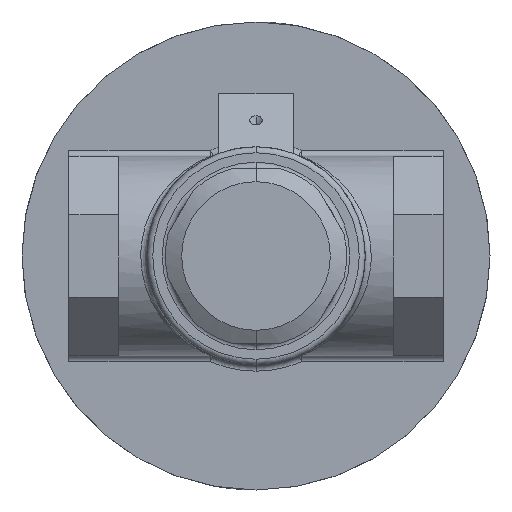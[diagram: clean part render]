
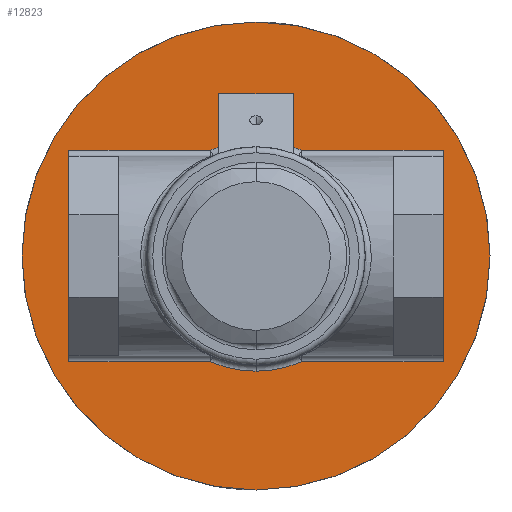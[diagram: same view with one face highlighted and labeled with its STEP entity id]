
A CAD part, front view. The second image highlights one B-rep face of the part: STEP entity #12823.
In plain terms, the highlighted planar face has unit normal (0, -1, 0).
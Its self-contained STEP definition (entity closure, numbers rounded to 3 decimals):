
#196 = CARTESIAN_POINT ( 'NONE',  ( 4.821, 1.47, 0. ) ) ;
#331 = DIRECTION ( 'NONE',  ( 0., 0., -1. ) ) ;
#412 = CARTESIAN_POINT ( 'NONE',  ( 0.911, 1.47, -2.12 ) ) ;
#906 = VERTEX_POINT ( 'NONE', #40996 ) ;
#1109 = CARTESIAN_POINT ( 'NONE',  ( 4.821, 1.47, -2.12 ) ) ;
#2085 = VECTOR ( 'NONE', #5006, 39.37 ) ;
#2137 = AXIS2_PLACEMENT_3D ( 'NONE', #28986, #9474, #32247 ) ;
#2771 = VECTOR ( 'NONE', #10787, 39.37 ) ;
#3138 = VECTOR ( 'NONE', #13948, 39.37 ) ;
#3223 = ORIENTED_EDGE ( 'NONE', *, *, #17081, .F. ) ;
#3443 = LINE ( 'NONE', #18532, #19598 ) ;
#3449 = ORIENTED_EDGE ( 'NONE', *, *, #24528, .F. ) ;
#3622 = CARTESIAN_POINT ( 'NONE',  ( 0., 1.47, 0. ) ) ;
#4219 = DIRECTION ( 'NONE',  ( 0., 0., 1. ) ) ;
#4346 = DIRECTION ( 'NONE',  ( -1., 0., 0. ) ) ;
#4530 = DIRECTION ( 'NONE',  ( 1., 0., 0. ) ) ;
#4709 = AXIS2_PLACEMENT_3D ( 'NONE', #39144, #19637, #331 ) ;
#5006 = DIRECTION ( 'NONE',  ( 0., 0., 1. ) ) ;
#5232 = VERTEX_POINT ( 'NONE', #22065 ) ;
#5524 = EDGE_CURVE ( 'NONE', #12566, #13526, #11728, .T. ) ;
#6084 = DIRECTION ( 'NONE',  ( 1., 0., 0. ) ) ;
#6423 = LINE ( 'NONE', #33637, #22597 ) ;
#6600 = ORIENTED_EDGE ( 'NONE', *, *, #27941, .F. ) ;
#6888 = DIRECTION ( 'NONE',  ( 0., 0., -1. ) ) ;
#6925 = DIRECTION ( 'NONE',  ( 0., -1., 0. ) ) ;
#6972 = DIRECTION ( 'NONE',  ( 0., 0., -1. ) ) ;
#7087 = VERTEX_POINT ( 'NONE', #16523 ) ;
#7117 = EDGE_LOOP ( 'NONE', ( #6600, #24923 ) ) ;
#7744 = CARTESIAN_POINT ( 'NONE',  ( 0.75, 1.47, 2.182 ) ) ;
#8316 = CARTESIAN_POINT ( 'NONE',  ( 0., 1.47, 0. ) ) ;
#8644 = EDGE_LOOP ( 'NONE', ( #11652, #41488, #37526, #3223, #13698, #22876, #12350, #34407, #18380, #11888, #24721, #32224, #3449 ) ) ;
#8930 = CIRCLE ( 'NONE', #2137, 4.688 ) ;
#8978 = DIRECTION ( 'NONE',  ( -1., 0., 0. ) ) ;
#9014 = CARTESIAN_POINT ( 'NONE',  ( -0.911, 1.47, -2.12 ) ) ;
#9178 = EDGE_CURVE ( 'NONE', #25898, #33072, #11355, .T. ) ;
#9385 = VECTOR ( 'NONE', #26680, 39.37 ) ;
#9474 = DIRECTION ( 'NONE',  ( 0., 1., 0. ) ) ;
#9734 = CARTESIAN_POINT ( 'NONE',  ( -0.75, 1.47, 3.248 ) ) ;
#10137 = CIRCLE ( 'NONE', #26621, 2.308 ) ;
#10787 = DIRECTION ( 'NONE',  ( 0., 0., 1. ) ) ;
#10889 = CARTESIAN_POINT ( 'NONE',  ( -0.911, 1.47, 2.12 ) ) ;
#11125 = CARTESIAN_POINT ( 'NONE',  ( 0.75, 1.47, 2.063 ) ) ;
#11355 = LINE ( 'NONE', #11125, #2771 ) ;
#11522 = DIRECTION ( 'NONE',  ( 0., 0., -1. ) ) ;
#11652 = ORIENTED_EDGE ( 'NONE', *, *, #23721, .T. ) ;
#11728 = LINE ( 'NONE', #13528, #3138 ) ;
#11888 = ORIENTED_EDGE ( 'NONE', *, *, #5524, .T. ) ;
#12350 = ORIENTED_EDGE ( 'NONE', *, *, #36558, .T. ) ;
#12435 = CARTESIAN_POINT ( 'NONE',  ( 0.911, 1.47, 2.12 ) ) ;
#12467 = LINE ( 'NONE', #1109, #35412 ) ;
#12566 = VERTEX_POINT ( 'NONE', #22082 ) ;
#12604 = VERTEX_POINT ( 'NONE', #12435 ) ;
#12823 = ADVANCED_FACE ( 'NONE', ( #28093, #37739 ), #23074, .T. ) ;
#13284 = AXIS2_PLACEMENT_3D ( 'NONE', #8316, #31098, #11522 ) ;
#13380 = CARTESIAN_POINT ( 'NONE',  ( 3.75, 1.47, 2.12 ) ) ;
#13526 = VERTEX_POINT ( 'NONE', #9734 ) ;
#13528 = CARTESIAN_POINT ( 'NONE',  ( -0.75, 1.47, 2.063 ) ) ;
#13550 = VERTEX_POINT ( 'NONE', #13380 ) ;
#13682 = LINE ( 'NONE', #23596, #38618 ) ;
#13698 = ORIENTED_EDGE ( 'NONE', *, *, #23504, .F. ) ;
#13948 = DIRECTION ( 'NONE',  ( 0., 0., 1. ) ) ;
#14446 = CIRCLE ( 'NONE', #13284, 2.308 ) ;
#14523 = CARTESIAN_POINT ( 'NONE',  ( -3.75, 1.47, -2.15 ) ) ;
#15110 = CARTESIAN_POINT ( 'NONE',  ( 0.75, 1.47, 3.248 ) ) ;
#15689 = VERTEX_POINT ( 'NONE', #37076 ) ;
#16074 = VERTEX_POINT ( 'NONE', #9014 ) ;
#16523 = CARTESIAN_POINT ( 'NONE',  ( 0., 1.47, -4.688 ) ) ;
#16609 = CIRCLE ( 'NONE', #31595, 4.688 ) ;
#17044 = DIRECTION ( 'NONE',  ( 0., 1., 0. ) ) ;
#17081 = EDGE_CURVE ( 'NONE', #5232, #32536, #10137, .T. ) ;
#18191 = VERTEX_POINT ( 'NONE', #29864 ) ;
#18380 = ORIENTED_EDGE ( 'NONE', *, *, #24335, .F. ) ;
#18532 = CARTESIAN_POINT ( 'NONE',  ( 4.821, 1.47, -2.12 ) ) ;
#18931 = EDGE_CURVE ( 'NONE', #18191, #7087, #16609, .T. ) ;
#18943 = LINE ( 'NONE', #39549, #9385 ) ;
#19598 = VECTOR ( 'NONE', #8978, 39.37 ) ;
#19637 = DIRECTION ( 'NONE',  ( 0., -1., 0. ) ) ;
#20215 = VERTEX_POINT ( 'NONE', #10889 ) ;
#20701 = EDGE_CURVE ( 'NONE', #27709, #20215, #27900, .T. ) ;
#21354 = EDGE_CURVE ( 'NONE', #16074, #906, #3443, .T. ) ;
#22065 = CARTESIAN_POINT ( 'NONE',  ( 0., 1.47, -2.308 ) ) ;
#22082 = CARTESIAN_POINT ( 'NONE',  ( -0.75, 1.47, 2.182 ) ) ;
#22182 = CARTESIAN_POINT ( 'NONE',  ( 4.821, 1.47, 2.12 ) ) ;
#22597 = VECTOR ( 'NONE', #4530, 39.37 ) ;
#22876 = ORIENTED_EDGE ( 'NONE', *, *, #21354, .T. ) ;
#23074 = PLANE ( 'NONE',  #24928 ) ;
#23504 = EDGE_CURVE ( 'NONE', #16074, #5232, #35401, .T. ) ;
#23596 = CARTESIAN_POINT ( 'NONE',  ( 3.75, 1.47, -2.15 ) ) ;
#23721 = EDGE_CURVE ( 'NONE', #12604, #13550, #6423, .T. ) ;
#24335 = EDGE_CURVE ( 'NONE', #12566, #20215, #25190, .T. ) ;
#24528 = EDGE_CURVE ( 'NONE', #12604, #25898, #14446, .T. ) ;
#24721 = ORIENTED_EDGE ( 'NONE', *, *, #28190, .F. ) ;
#24923 = ORIENTED_EDGE ( 'NONE', *, *, #18931, .F. ) ;
#24928 = AXIS2_PLACEMENT_3D ( 'NONE', #196, #26409, #6972 ) ;
#25190 = CIRCLE ( 'NONE', #4709, 2.308 ) ;
#25372 = EDGE_CURVE ( 'NONE', #15689, #32536, #12467, .T. ) ;
#25898 = VERTEX_POINT ( 'NONE', #7744 ) ;
#26318 = DIRECTION ( 'NONE',  ( 0., -1., 0. ) ) ;
#26363 = CARTESIAN_POINT ( 'NONE',  ( 0., 1.47, 0. ) ) ;
#26409 = DIRECTION ( 'NONE',  ( 0., -1., 0. ) ) ;
#26621 = AXIS2_PLACEMENT_3D ( 'NONE', #3622, #26318, #6888 ) ;
#26680 = DIRECTION ( 'NONE',  ( -1., 0., 0. ) ) ;
#27709 = VERTEX_POINT ( 'NONE', #40883 ) ;
#27900 = LINE ( 'NONE', #22182, #33454 ) ;
#27941 = EDGE_CURVE ( 'NONE', #7087, #18191, #8930, .T. ) ;
#28093 = FACE_BOUND ( 'NONE', #8644, .T. ) ;
#28190 = EDGE_CURVE ( 'NONE', #33072, #13526, #18943, .T. ) ;
#28986 = CARTESIAN_POINT ( 'NONE',  ( 0., 1.47, 0. ) ) ;
#29685 = DIRECTION ( 'NONE',  ( 0., 0., -1. ) ) ;
#29864 = CARTESIAN_POINT ( 'NONE',  ( 0., 1.47, 4.688 ) ) ;
#30282 = AXIS2_PLACEMENT_3D ( 'NONE', #26363, #6925, #29685 ) ;
#31098 = DIRECTION ( 'NONE',  ( 0., -1., 0. ) ) ;
#31595 = AXIS2_PLACEMENT_3D ( 'NONE', #36652, #17044, #39823 ) ;
#32224 = ORIENTED_EDGE ( 'NONE', *, *, #9178, .F. ) ;
#32247 = DIRECTION ( 'NONE',  ( 0., 0., -1. ) ) ;
#32536 = VERTEX_POINT ( 'NONE', #412 ) ;
#33072 = VERTEX_POINT ( 'NONE', #15110 ) ;
#33454 = VECTOR ( 'NONE', #6084, 39.37 ) ;
#33637 = CARTESIAN_POINT ( 'NONE',  ( 4.821, 1.47, 2.12 ) ) ;
#34407 = ORIENTED_EDGE ( 'NONE', *, *, #20701, .T. ) ;
#35230 = EDGE_CURVE ( 'NONE', #15689, #13550, #13682, .T. ) ;
#35401 = CIRCLE ( 'NONE', #30282, 2.308 ) ;
#35412 = VECTOR ( 'NONE', #4346, 39.37 ) ;
#36558 = EDGE_CURVE ( 'NONE', #906, #27709, #36620, .T. ) ;
#36620 = LINE ( 'NONE', #14523, #2085 ) ;
#36652 = CARTESIAN_POINT ( 'NONE',  ( 0., 1.47, 0. ) ) ;
#37076 = CARTESIAN_POINT ( 'NONE',  ( 3.75, 1.47, -2.12 ) ) ;
#37526 = ORIENTED_EDGE ( 'NONE', *, *, #25372, .T. ) ;
#37739 = FACE_OUTER_BOUND ( 'NONE', #7117, .T. ) ;
#38618 = VECTOR ( 'NONE', #4219, 39.37 ) ;
#39144 = CARTESIAN_POINT ( 'NONE',  ( 0., 1.47, 0. ) ) ;
#39549 = CARTESIAN_POINT ( 'NONE',  ( 0.75, 1.47, 3.248 ) ) ;
#39823 = DIRECTION ( 'NONE',  ( 0., 0., -1. ) ) ;
#40883 = CARTESIAN_POINT ( 'NONE',  ( -3.75, 1.47, 2.12 ) ) ;
#40996 = CARTESIAN_POINT ( 'NONE',  ( -3.75, 1.47, -2.12 ) ) ;
#41488 = ORIENTED_EDGE ( 'NONE', *, *, #35230, .F. ) ;
